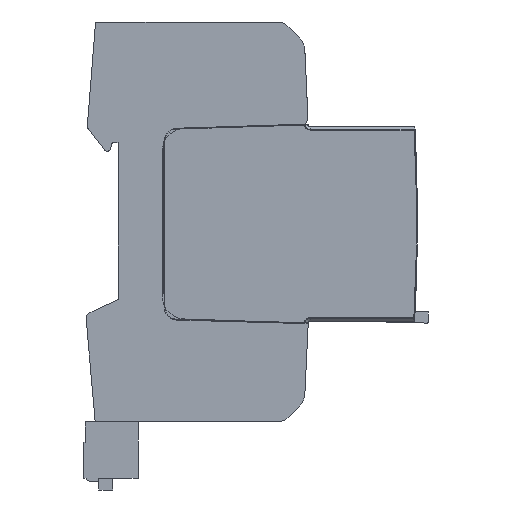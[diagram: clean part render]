
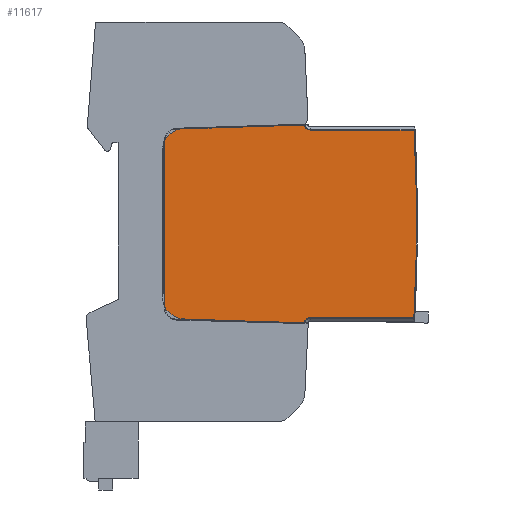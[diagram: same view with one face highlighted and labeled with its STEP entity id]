
A CAD part, left-side view. The second image highlights one B-rep face of the part: STEP entity #11617.
In plain terms, the highlighted face is planar.
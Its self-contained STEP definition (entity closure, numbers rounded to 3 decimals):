
#2813=DIRECTION('',(0.,1.,0.));
#2814=VECTOR('',#2813,0.179);
#2815=CARTESIAN_POINT('',(9.,31.503,-23.05));
#2816=LINE('',#2815,#2814);
#2829=CARTESIAN_POINT('',(9.,-342.811,0.));
#2830=DIRECTION('',(-1.,0.,0.));
#2831=DIRECTION('',(0.,0.999,0.051));
#2832=AXIS2_PLACEMENT_3D('',#2829,#2830,#2831);
#2834=CARTESIAN_POINT('',(9.,33.,-23.25));
#2835=DIRECTION('',(1.,0.,0.));
#2836=DIRECTION('',(0.,0.,1.));
#2837=AXIS2_PLACEMENT_3D('',#2834,#2835,#2836);
#2839=CARTESIAN_POINT('',(9.,33.,-23.25));
#2840=DIRECTION('',(1.,0.,0.));
#2841=DIRECTION('',(0.,-0.706,0.708));
#2842=AXIS2_PLACEMENT_3D('',#2839,#2840,#2841);
#2844=DIRECTION('',(0.,-1.,0.028));
#2845=VECTOR('',#2844,28.592);
#2846=CARTESIAN_POINT('',(9.,31.503,-23.05));
#2847=LINE('',#2846,#2845);
#2848=CARTESIAN_POINT('',(9.,3.,-19.45));
#2849=DIRECTION('',(-1.,0.,0.));
#2850=DIRECTION('',(0.,-0.028,-1.));
#2851=AXIS2_PLACEMENT_3D('',#2848,#2849,#2850);
#2853=CARTESIAN_POINT('',(9.,3.,17.844));
#2854=DIRECTION('',(-1.,0.,0.));
#2855=DIRECTION('',(0.,-1.,0.));
#2856=AXIS2_PLACEMENT_3D('',#2853,#2854,#2855);
#2858=DIRECTION('',(0.,0.999,0.032));
#2859=VECTOR('',#2858,28.606);
#2860=CARTESIAN_POINT('',(9.,2.911,20.642));
#2861=LINE('',#2860,#2859);
#2862=CARTESIAN_POINT('',(9.,33.,21.75));
#2863=DIRECTION('',(1.,0.,0.));
#2864=DIRECTION('',(0.,-0.989,-0.15));
#2865=AXIS2_PLACEMENT_3D('',#2862,#2863,#2864);
#2886=DIRECTION('',(0.,1.,0.));
#2887=VECTOR('',#2886,23.387);
#2888=CARTESIAN_POINT('',(9.,33.,-21.917));
#2889=LINE('',#2888,#2887);
#3041=DIRECTION('',(0.,-1.,0.));
#3042=VECTOR('',#3041,23.467);
#3043=CARTESIAN_POINT('',(9.,56.467,20.417));
#3044=LINE('',#3043,#3042);
#3073=DIRECTION('',(0.,-1.,0.));
#3074=VECTOR('',#3073,0.179);
#3075=CARTESIAN_POINT('',(9.,31.682,21.55));
#3076=LINE('',#3075,#3074);
#3224=DIRECTION('',(0.,0.,-1.));
#3225=VECTOR('',#3224,37.294);
#3226=CARTESIAN_POINT('',(9.,0.2,17.844));
#3227=LINE('',#3226,#3225);
#7622=CARTESIAN_POINT('',(9.,31.503,-23.05));
#7623=CARTESIAN_POINT('',(9.,31.682,-23.05));
#7624=VERTEX_POINT('',#7622);
#7625=VERTEX_POINT('',#7623);
#7626=CARTESIAN_POINT('',(9.,56.467,20.417));
#7627=CARTESIAN_POINT('',(9.,56.387,-21.917));
#7628=VERTEX_POINT('',#7626);
#7629=VERTEX_POINT('',#7627);
#7630=CARTESIAN_POINT('',(9.,33.,-21.917));
#7631=VERTEX_POINT('',#7630);
#7632=CARTESIAN_POINT('',(9.,32.058,-22.307));
#7633=VERTEX_POINT('',#7632);
#7634=CARTESIAN_POINT('',(9.,2.922,-22.249));
#7635=VERTEX_POINT('',#7634);
#7636=CARTESIAN_POINT('',(9.,0.2,-19.45));
#7637=VERTEX_POINT('',#7636);
#7638=CARTESIAN_POINT('',(9.,0.2,17.844));
#7639=VERTEX_POINT('',#7638);
#7640=CARTESIAN_POINT('',(9.,2.911,20.642));
#7641=VERTEX_POINT('',#7640);
#7642=CARTESIAN_POINT('',(9.,31.503,21.55));
#7643=VERTEX_POINT('',#7642);
#7644=CARTESIAN_POINT('',(9.,31.682,21.55));
#7645=VERTEX_POINT('',#7644);
#7646=CARTESIAN_POINT('',(9.,33.,20.417));
#7647=VERTEX_POINT('',#7646);
#11585=CARTESIAN_POINT('',(9.,0.,20.75));
#11586=DIRECTION('',(1.,0.,0.));
#11587=DIRECTION('',(0.,0.,-1.));
#11588=AXIS2_PLACEMENT_3D('',#11585,#11586,#11587);
#11589=PLANE('',#11588);
#11591=ORIENTED_EDGE('',*,*,#11590,.T.);
#11593=ORIENTED_EDGE('',*,*,#11592,.F.);
#11595=ORIENTED_EDGE('',*,*,#11594,.T.);
#11597=ORIENTED_EDGE('',*,*,#11596,.T.);
#11598=ORIENTED_EDGE('',*,*,#11568,.F.);
#11600=ORIENTED_EDGE('',*,*,#11599,.T.);
#11602=ORIENTED_EDGE('',*,*,#11601,.T.);
#11604=ORIENTED_EDGE('',*,*,#11603,.F.);
#11606=ORIENTED_EDGE('',*,*,#11605,.T.);
#11608=ORIENTED_EDGE('',*,*,#11607,.T.);
#11610=ORIENTED_EDGE('',*,*,#11609,.F.);
#11612=ORIENTED_EDGE('',*,*,#11611,.T.);
#11614=ORIENTED_EDGE('',*,*,#11613,.F.);
#11615=EDGE_LOOP('',(#11591,#11593,#11595,#11597,#11598,#11600,#11602,#11604,
#11606,#11608,#11610,#11612,#11614));
#11616=FACE_OUTER_BOUND('',#11615,.F.);
#2833=CIRCLE('',#2832,399.8);
#2838=CIRCLE('',#2837,1.333);
#2843=CIRCLE('',#2842,1.333);
#2852=CIRCLE('',#2851,2.8);
#2857=CIRCLE('',#2856,2.8);
#2866=CIRCLE('',#2865,1.333);
#11568=EDGE_CURVE('',#7624,#7625,#2816,.T.);
#11590=EDGE_CURVE('',#7628,#7629,#2833,.T.);
#11592=EDGE_CURVE('',#7631,#7629,#2889,.T.);
#11594=EDGE_CURVE('',#7631,#7633,#2838,.T.);
#11596=EDGE_CURVE('',#7633,#7625,#2843,.T.);
#11599=EDGE_CURVE('',#7624,#7635,#2847,.T.);
#11601=EDGE_CURVE('',#7635,#7637,#2852,.T.);
#11603=EDGE_CURVE('',#7639,#7637,#3227,.T.);
#11605=EDGE_CURVE('',#7639,#7641,#2857,.T.);
#11607=EDGE_CURVE('',#7641,#7643,#2861,.T.);
#11609=EDGE_CURVE('',#7645,#7643,#3076,.T.);
#11611=EDGE_CURVE('',#7645,#7647,#2866,.T.);
#11613=EDGE_CURVE('',#7628,#7647,#3044,.T.);
#11617=ADVANCED_FACE('',(#11616),#11589,.T.);
